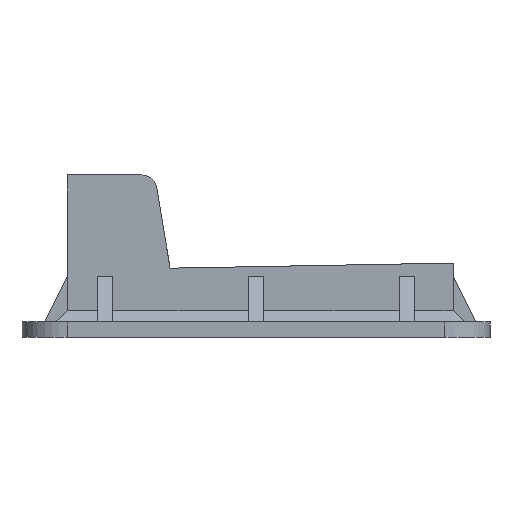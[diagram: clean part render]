
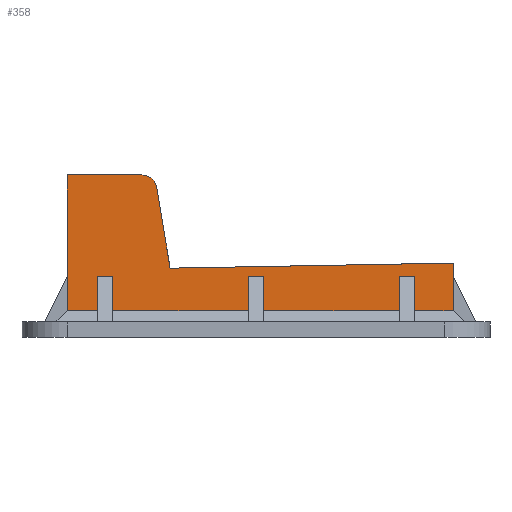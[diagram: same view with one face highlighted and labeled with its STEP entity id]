
A CAD part, left-side view. The second image highlights one B-rep face of the part: STEP entity #358.
In plain terms, the highlighted planar face has unit normal (-1, 0, 0).
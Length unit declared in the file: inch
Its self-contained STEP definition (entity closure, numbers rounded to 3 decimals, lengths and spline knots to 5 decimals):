
#358=ADVANCED_FACE('',(#758),#5872,.T.);
#758=FACE_OUTER_BOUND('',#1158,.T.);
#1158=EDGE_LOOP('',(#2812,#2813,#2814,#2815,#2816,#2817,#2818,#2819,#2820,
#2821,#2822,#2823,#2824,#2825,#2826,#2827,#2828,#2829,#2830));
#2812=ORIENTED_EDGE('',*,*,#3748,.T.);
#2813=ORIENTED_EDGE('',*,*,#3732,.T.);
#2814=ORIENTED_EDGE('',*,*,#3569,.T.);
#2815=ORIENTED_EDGE('',*,*,#3731,.F.);
#2816=ORIENTED_EDGE('',*,*,#3734,.T.);
#2817=ORIENTED_EDGE('',*,*,#3620,.T.);
#2818=ORIENTED_EDGE('',*,*,#3621,.T.);
#2819=ORIENTED_EDGE('',*,*,#3646,.T.);
#2820=ORIENTED_EDGE('',*,*,#3630,.T.);
#2821=ORIENTED_EDGE('',*,*,#3631,.T.);
#2822=ORIENTED_EDGE('',*,*,#3638,.T.);
#2823=ORIENTED_EDGE('',*,*,#3654,.T.);
#2824=ORIENTED_EDGE('',*,*,#3738,.T.);
#2825=ORIENTED_EDGE('',*,*,#3564,.F.);
#2826=ORIENTED_EDGE('',*,*,#3739,.F.);
#2827=ORIENTED_EDGE('',*,*,#3741,.T.);
#2828=ORIENTED_EDGE('',*,*,#3746,.T.);
#2829=ORIENTED_EDGE('',*,*,#3559,.T.);
#2830=ORIENTED_EDGE('',*,*,#3745,.F.);
#3559=EDGE_CURVE('',#5389,#5387,#4797,.T.);
#3564=EDGE_CURVE('',#5393,#5391,#4802,.T.);
#3569=EDGE_CURVE('',#5397,#5395,#4807,.T.);
#3620=EDGE_CURVE('',#5464,#5441,#4850,.T.);
#3621=EDGE_CURVE('',#5441,#5442,#4851,.T.);
#3630=EDGE_CURVE('',#5444,#5452,#4145,.T.);
#3631=EDGE_CURVE('',#5452,#5453,#4858,.T.);
#3638=EDGE_CURVE('',#5453,#5466,#4865,.T.);
#3646=EDGE_CURVE('',#5442,#5444,#4873,.T.);
#3654=EDGE_CURVE('',#5466,#5505,#4881,.T.);
#3731=EDGE_CURVE('',#5501,#5395,#4958,.T.);
#3732=EDGE_CURVE('',#5502,#5397,#4959,.T.);
#3734=EDGE_CURVE('',#5501,#5464,#4961,.T.);
#3738=EDGE_CURVE('',#5505,#5391,#4965,.T.);
#3739=EDGE_CURVE('',#5506,#5393,#4966,.T.);
#3741=EDGE_CURVE('',#5506,#5510,#4968,.T.);
#3745=EDGE_CURVE('',#5509,#5387,#4972,.T.);
#3746=EDGE_CURVE('',#5510,#5389,#4973,.T.);
#3748=EDGE_CURVE('',#5509,#5502,#4975,.T.);
#4145=TRIMMED_CURVE($,#4500,(#12073),(#12074),.T.,.CARTESIAN.);
#4500=CIRCLE('',#6595,0.02083);
#4797=B_SPLINE_CURVE_WITH_KNOTS('',1,(#11920,#11921),.UNSPECIFIED.,.F.,
 .F.,(2,2),(5.,6.),.UNSPECIFIED.);
#4802=B_SPLINE_CURVE_WITH_KNOTS('',1,(#11930,#11931),.UNSPECIFIED.,.F.,
 .F.,(2,2),(5.,6.),.UNSPECIFIED.);
#4807=B_SPLINE_CURVE_WITH_KNOTS('',1,(#11940,#11941),.UNSPECIFIED.,.F.,
 .F.,(2,2),(5.,6.),.UNSPECIFIED.);
#4850=B_SPLINE_CURVE_WITH_KNOTS('',1,(#12050,#12051),.UNSPECIFIED.,.F.,
 .F.,(2,2),(0.,5.15224),.UNSPECIFIED.);
#4851=B_SPLINE_CURVE_WITH_KNOTS('',1,(#12052,#12053),.UNSPECIFIED.,.F.,
 .F.,(2,2),(0.,18.75303),.UNSPECIFIED.);
#4858=B_SPLINE_CURVE_WITH_KNOTS('',1,(#12075,#12076),.UNSPECIFIED.,.F.,
 .F.,(2,2),(0.,4.93986),.UNSPECIFIED.);
#4865=B_SPLINE_CURVE_WITH_KNOTS('',1,(#12089,#12090),.UNSPECIFIED.,.F.,
 .F.,(2,2),(0.,10.99167),.UNSPECIFIED.);
#4873=B_SPLINE_CURVE_WITH_KNOTS('',1,(#12105,#12106),.UNSPECIFIED.,.F.,
 .F.,(2,2),(0.,5.41244),.UNSPECIFIED.);
#4881=B_SPLINE_CURVE_WITH_KNOTS('',1,(#12121,#12122),.UNSPECIFIED.,.F.,
 .F.,(2,2),(0.,2.),.UNSPECIFIED.);
#4958=B_SPLINE_CURVE_WITH_KNOTS('',1,(#12337,#12338),.UNSPECIFIED.,.F.,
 .F.,(2,2),(0.75,3.),.UNSPECIFIED.);
#4959=B_SPLINE_CURVE_WITH_KNOTS('',1,(#12339,#12340),.UNSPECIFIED.,.F.,
 .F.,(2,2),(0.75,3.),.UNSPECIFIED.);
#4961=B_SPLINE_CURVE_WITH_KNOTS('',1,(#12343,#12344),.UNSPECIFIED.,.F.,
 .F.,(2,2),(23.,25.56052),.UNSPECIFIED.);
#4965=B_SPLINE_CURVE_WITH_KNOTS('',1,(#12351,#12352),.UNSPECIFIED.,.F.,
 .F.,(2,2),(0.75,3.),.UNSPECIFIED.);
#4966=B_SPLINE_CURVE_WITH_KNOTS('',1,(#12353,#12354),.UNSPECIFIED.,.F.,
 .F.,(2,2),(0.75,3.),.UNSPECIFIED.);
#4968=B_SPLINE_CURVE_WITH_KNOTS('',1,(#12357,#12358),.UNSPECIFIED.,.F.,
 .F.,(2,2),(3.,12.),.UNSPECIFIED.);
#4972=B_SPLINE_CURVE_WITH_KNOTS('',1,(#12365,#12366),.UNSPECIFIED.,.F.,
 .F.,(2,2),(0.75,3.),.UNSPECIFIED.);
#4973=B_SPLINE_CURVE_WITH_KNOTS('',1,(#12367,#12368),.UNSPECIFIED.,.F.,
 .F.,(2,2),(0.75,3.),.UNSPECIFIED.);
#4975=B_SPLINE_CURVE_WITH_KNOTS('',1,(#12371,#12372),.UNSPECIFIED.,.F.,
 .F.,(2,2),(13.,22.),.UNSPECIFIED.);
#5387=VERTEX_POINT('',#11707);
#5389=VERTEX_POINT('',#11709);
#5391=VERTEX_POINT('',#11711);
#5393=VERTEX_POINT('',#11713);
#5395=VERTEX_POINT('',#11715);
#5397=VERTEX_POINT('',#11717);
#5441=VERTEX_POINT('',#11761);
#5442=VERTEX_POINT('',#11762);
#5444=VERTEX_POINT('',#11764);
#5452=VERTEX_POINT('',#11772);
#5453=VERTEX_POINT('',#11773);
#5464=VERTEX_POINT('',#11784);
#5466=VERTEX_POINT('',#11786);
#5501=VERTEX_POINT('',#11821);
#5502=VERTEX_POINT('',#11822);
#5505=VERTEX_POINT('',#11825);
#5506=VERTEX_POINT('',#11826);
#5509=VERTEX_POINT('',#11829);
#5510=VERTEX_POINT('',#11830);
#5872=PLANE('',#6570);
#6570=AXIS2_PLACEMENT_3D('',#11667,#7535,$);
#6595=AXIS2_PLACEMENT_3D($,#12072,#7570,#7571);
#7535=DIRECTION('',(-1.,0.,0.));
#7570=DIRECTION('',(-1.,0.,0.));
#7571=DIRECTION('',(0.,-0.987,0.163));
#11667=CARTESIAN_POINT('',(0.04167,0.05083,0.22378));
#11707=CARTESIAN_POINT('',(0.04167,0.3125,0.08333));
#11709=CARTESIAN_POINT('',(0.04167,0.33334,0.08333));
#11711=CARTESIAN_POINT('',(0.04167,0.54167,0.08333));
#11713=CARTESIAN_POINT('',(0.04167,0.52084,0.08333));
#11715=CARTESIAN_POINT('',(0.04167,0.10417,0.08333));
#11717=CARTESIAN_POINT('',(0.04167,0.125,0.08333));
#11761=CARTESIAN_POINT('',(0.04167,0.05083,0.10213));
#11762=CARTESIAN_POINT('',(0.04167,0.44145,0.09511));
#11764=CARTESIAN_POINT('',(0.04167,0.45987,0.20635));
#11772=CARTESIAN_POINT('',(0.04167,0.48042,0.22378));
#11773=CARTESIAN_POINT('',(0.04167,0.58334,0.22378));
#11784=CARTESIAN_POINT('',(0.04167,0.05083,0.03646));
#11786=CARTESIAN_POINT('',(0.04167,0.58334,0.03646));
#11821=CARTESIAN_POINT('',(0.04167,0.10417,0.03646));
#11822=CARTESIAN_POINT('',(0.04167,0.125,0.03646));
#11825=CARTESIAN_POINT('',(0.04167,0.54167,0.03646));
#11826=CARTESIAN_POINT('',(0.04167,0.52084,0.03646));
#11829=CARTESIAN_POINT('',(0.04167,0.3125,0.03646));
#11830=CARTESIAN_POINT('',(0.04167,0.33334,0.03646));
#11920=CARTESIAN_POINT('',(0.04167,0.33334,0.08333));
#11921=CARTESIAN_POINT('',(0.04167,0.3125,0.08333));
#11930=CARTESIAN_POINT('',(0.04167,0.52084,0.08333));
#11931=CARTESIAN_POINT('',(0.04167,0.54167,0.08333));
#11940=CARTESIAN_POINT('',(0.04167,0.125,0.08333));
#11941=CARTESIAN_POINT('',(0.04167,0.10417,0.08333));
#12050=CARTESIAN_POINT('',(0.04167,0.05083,0.03646));
#12051=CARTESIAN_POINT('',(0.04167,0.05083,0.10213));
#12052=CARTESIAN_POINT('',(0.04167,0.05083,0.10213));
#12053=CARTESIAN_POINT('',(0.04167,0.44145,0.09511));
#12072=CARTESIAN_POINT('',(0.04167,0.48042,0.20295));
#12073=CARTESIAN_POINT('',(0.04167,0.45987,0.20635));
#12074=CARTESIAN_POINT('',(0.04167,0.48042,0.22378));
#12075=CARTESIAN_POINT('',(0.04167,0.48042,0.22378));
#12076=CARTESIAN_POINT('',(0.04167,0.58334,0.22378));
#12089=CARTESIAN_POINT('',(0.04167,0.58334,0.22378));
#12090=CARTESIAN_POINT('',(0.04167,0.58334,0.03646));
#12105=CARTESIAN_POINT('',(0.04167,0.44145,0.09511));
#12106=CARTESIAN_POINT('',(0.04167,0.45987,0.20635));
#12121=CARTESIAN_POINT('',(0.04167,0.58334,0.03646));
#12122=CARTESIAN_POINT('',(0.04167,0.54167,0.03646));
#12337=CARTESIAN_POINT('',(0.04167,0.10417,0.03646));
#12338=CARTESIAN_POINT('',(0.04167,0.10417,0.08333));
#12339=CARTESIAN_POINT('',(0.04167,0.125,0.03646));
#12340=CARTESIAN_POINT('',(0.04167,0.125,0.08333));
#12343=CARTESIAN_POINT('',(0.04167,0.10417,0.03646));
#12344=CARTESIAN_POINT('',(0.04167,0.05083,0.03646));
#12351=CARTESIAN_POINT('',(0.04167,0.54167,0.03646));
#12352=CARTESIAN_POINT('',(0.04167,0.54167,0.08333));
#12353=CARTESIAN_POINT('',(0.04167,0.52084,0.03646));
#12354=CARTESIAN_POINT('',(0.04167,0.52084,0.08333));
#12357=CARTESIAN_POINT('',(0.04167,0.52084,0.03646));
#12358=CARTESIAN_POINT('',(0.04167,0.33334,0.03646));
#12365=CARTESIAN_POINT('',(0.04167,0.3125,0.03646));
#12366=CARTESIAN_POINT('',(0.04167,0.3125,0.08333));
#12367=CARTESIAN_POINT('',(0.04167,0.33334,0.03646));
#12368=CARTESIAN_POINT('',(0.04167,0.33334,0.08333));
#12371=CARTESIAN_POINT('',(0.04167,0.3125,0.03646));
#12372=CARTESIAN_POINT('',(0.04167,0.125,0.03646));
